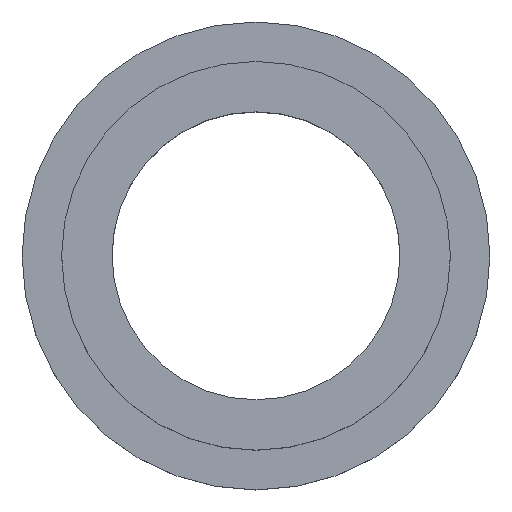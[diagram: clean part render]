
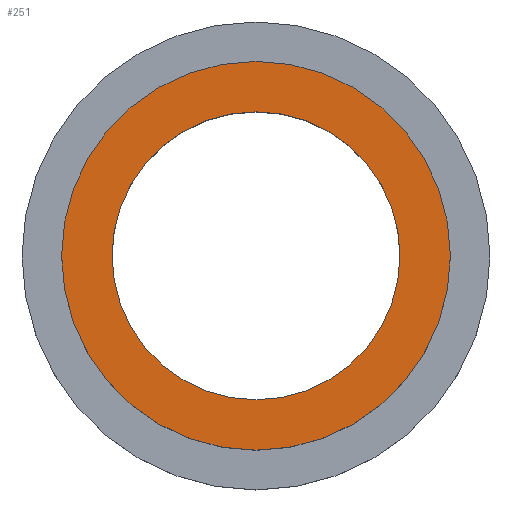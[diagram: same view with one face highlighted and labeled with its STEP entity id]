
A CAD part, top view. The second image highlights one B-rep face of the part: STEP entity #251.
In plain terms, the highlighted planar face has unit normal (0, 0, 1).
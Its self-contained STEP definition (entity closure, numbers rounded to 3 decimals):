
#15 = DIRECTION ( 'NONE',  ( 0., 0., 1. ) ) ;
#39 = CARTESIAN_POINT ( 'NONE',  ( 0., 0., 37. ) ) ;
#50 = EDGE_LOOP ( 'NONE', ( #267, #427 ) ) ;
#66 = AXIS2_PLACEMENT_3D ( 'NONE', #561, #470, #573 ) ;
#72 = DIRECTION ( 'NONE',  ( 1., 0., 0. ) ) ;
#87 = CARTESIAN_POINT ( 'NONE',  ( -54., 0., 37. ) ) ;
#98 = EDGE_CURVE ( 'NONE', #568, #220, #190, .T. ) ;
#101 = DIRECTION ( 'NONE',  ( 1., 0., 0. ) ) ;
#109 = FACE_OUTER_BOUND ( 'NONE', #50, .T. ) ;
#139 = AXIS2_PLACEMENT_3D ( 'NONE', #569, #15, #310 ) ;
#149 = CARTESIAN_POINT ( 'NONE',  ( 0., 0., 37. ) ) ;
#162 = EDGE_CURVE ( 'NONE', #490, #461, #602, .T. ) ;
#190 = CIRCLE ( 'NONE', #467, 40. ) ;
#208 = FACE_BOUND ( 'NONE', #209, .T. ) ;
#209 = EDGE_LOOP ( 'NONE', ( #504, #595 ) ) ;
#210 = EDGE_CURVE ( 'NONE', #220, #568, #255, .T. ) ;
#212 = CARTESIAN_POINT ( 'NONE',  ( 0., 0., 37. ) ) ;
#220 = VERTEX_POINT ( 'NONE', #276 ) ;
#251 = ADVANCED_FACE ( 'NONE', ( #208, #109 ), #375, .T. ) ;
#255 = CIRCLE ( 'NONE', #66, 40. ) ;
#267 = ORIENTED_EDGE ( 'NONE', *, *, #539, .T. ) ;
#271 = AXIS2_PLACEMENT_3D ( 'NONE', #212, #556, #72 ) ;
#276 = CARTESIAN_POINT ( 'NONE',  ( 40., 0., 37. ) ) ;
#292 = DIRECTION ( 'NONE',  ( 1., 0., 0. ) ) ;
#297 = CARTESIAN_POINT ( 'NONE',  ( 54., 0., 37. ) ) ;
#310 = DIRECTION ( 'NONE',  ( 1., 0., 0. ) ) ;
#375 = PLANE ( 'NONE',  #139 ) ;
#386 = AXIS2_PLACEMENT_3D ( 'NONE', #149, #541, #101 ) ;
#427 = ORIENTED_EDGE ( 'NONE', *, *, #162, .T. ) ;
#461 = VERTEX_POINT ( 'NONE', #87 ) ;
#467 = AXIS2_PLACEMENT_3D ( 'NONE', #39, #542, #292 ) ;
#470 = DIRECTION ( 'NONE',  ( 0., 0., 1. ) ) ;
#490 = VERTEX_POINT ( 'NONE', #297 ) ;
#504 = ORIENTED_EDGE ( 'NONE', *, *, #98, .F. ) ;
#532 = CIRCLE ( 'NONE', #386, 54. ) ;
#539 = EDGE_CURVE ( 'NONE', #461, #490, #532, .T. ) ;
#541 = DIRECTION ( 'NONE',  ( 0., 0., 1. ) ) ;
#542 = DIRECTION ( 'NONE',  ( 0., 0., 1. ) ) ;
#552 = CARTESIAN_POINT ( 'NONE',  ( -40., 0., 37. ) ) ;
#556 = DIRECTION ( 'NONE',  ( 0., 0., 1. ) ) ;
#561 = CARTESIAN_POINT ( 'NONE',  ( 0., 0., 37. ) ) ;
#568 = VERTEX_POINT ( 'NONE', #552 ) ;
#569 = CARTESIAN_POINT ( 'NONE',  ( 0., 0., 37. ) ) ;
#573 = DIRECTION ( 'NONE',  ( 1., 0., 0. ) ) ;
#595 = ORIENTED_EDGE ( 'NONE', *, *, #210, .F. ) ;
#602 = CIRCLE ( 'NONE', #271, 54. ) ;
